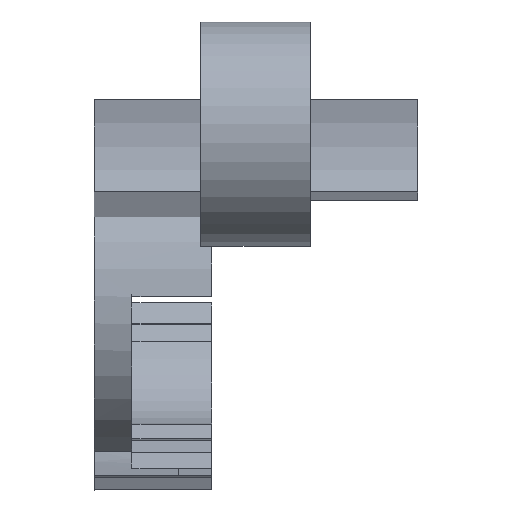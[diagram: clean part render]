
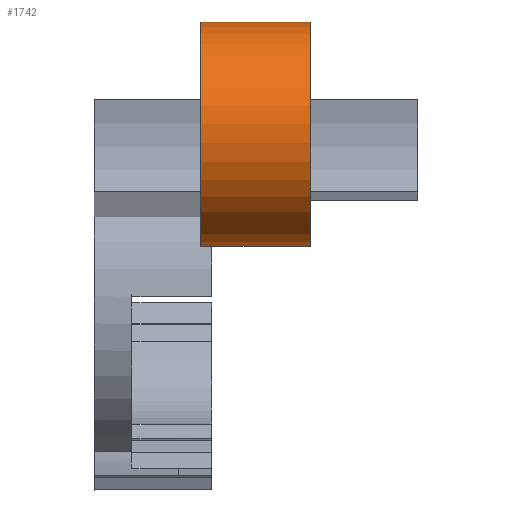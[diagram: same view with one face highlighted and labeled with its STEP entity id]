
A CAD part, left-side view. The second image highlights one B-rep face of the part: STEP entity #1742.
In plain terms, the highlighted cylindrical face has radius 4 mm (diameter 8 mm), a partial arc.
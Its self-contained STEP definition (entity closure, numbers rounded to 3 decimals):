
#36=CYLINDRICAL_SURFACE('',#1874,4.);
#93=CIRCLE('',#1873,4.);
#94=CIRCLE('',#1875,4.);
#218=FACE_OUTER_BOUND('',#315,.T.);
#315=EDGE_LOOP('',(#1316,#1317,#1318,#1319));
#468=LINE('',#3105,#618);
#469=LINE('',#3107,#619);
#618=VECTOR('',#2155,10.);
#619=VECTOR('',#2156,10.);
#794=VERTEX_POINT('',#3098);
#795=VERTEX_POINT('',#3100);
#796=VERTEX_POINT('',#3104);
#797=VERTEX_POINT('',#3106);
#993=EDGE_CURVE('',#794,#795,#93,.F.);
#995=EDGE_CURVE('',#795,#796,#468,.T.);
#996=EDGE_CURVE('',#797,#794,#469,.T.);
#997=EDGE_CURVE('',#796,#797,#94,.F.);
#1316=ORIENTED_EDGE('',*,*,#995,.F.);
#1317=ORIENTED_EDGE('',*,*,#993,.F.);
#1318=ORIENTED_EDGE('',*,*,#996,.F.);
#1319=ORIENTED_EDGE('',*,*,#997,.F.);
#1742=ADVANCED_FACE('',(#218),#36,.T.);
#1873=AXIS2_PLACEMENT_3D('',#3101,#2150,#2151);
#1874=AXIS2_PLACEMENT_3D('',#3103,#2153,#2154);
#1875=AXIS2_PLACEMENT_3D('',#3108,#2157,#2158);
#2150=DIRECTION('center_axis',(0.,-1.,0.));
#2151=DIRECTION('ref_axis',(-1.,0.,0.011));
#2153=DIRECTION('center_axis',(0.,-1.,0.));
#2154=DIRECTION('ref_axis',(-1.,0.,0.011));
#2155=DIRECTION('',(0.,-1.,0.));
#2156=DIRECTION('',(0.,1.,0.));
#2157=DIRECTION('center_axis',(0.,1.,0.));
#2158=DIRECTION('ref_axis',(-1.,0.,0.011));
#3098=CARTESIAN_POINT('',(-43.492,122.226,52.536));
#3100=CARTESIAN_POINT('',(-43.203,122.226,55.823));
#3101=CARTESIAN_POINT('Origin',(-46.978,122.226,54.498));
#3103=CARTESIAN_POINT('Origin',(-46.978,120.487,54.498));
#3104=CARTESIAN_POINT('',(-43.203,118.332,55.823));
#3105=CARTESIAN_POINT('',(-43.203,120.487,55.823));
#3106=CARTESIAN_POINT('',(-43.492,118.332,52.536));
#3107=CARTESIAN_POINT('',(-43.492,120.487,52.536));
#3108=CARTESIAN_POINT('Origin',(-46.978,118.332,54.498));
